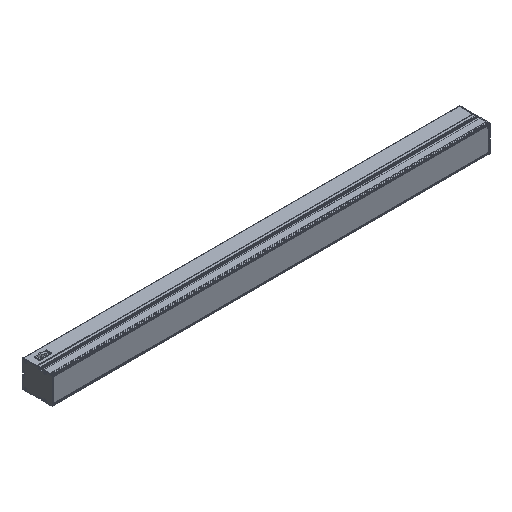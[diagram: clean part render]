
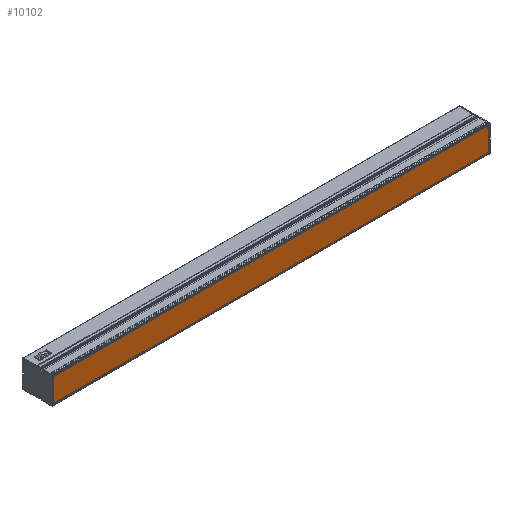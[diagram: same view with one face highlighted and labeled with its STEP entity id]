
A CAD part, isometric view. The second image highlights one B-rep face of the part: STEP entity #10102.
In plain terms, the highlighted planar face has unit normal (0, -1, 0).
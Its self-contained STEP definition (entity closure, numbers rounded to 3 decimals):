
#1641=FACE_OUTER_BOUND('',#2211,.T.);
#2211=EDGE_LOOP('',(#9316,#9317,#9318,#9319));
#3024=LINE('',#18102,#3840);
#3025=LINE('',#18104,#3841);
#3026=LINE('',#18106,#3842);
#3027=LINE('',#18107,#3843);
#3840=VECTOR('',#14458,1147.5);
#3841=VECTOR('',#14459,66.);
#3842=VECTOR('',#14460,1147.5);
#3843=VECTOR('',#14461,66.);
#4850=VERTEX_POINT('',#18100);
#4851=VERTEX_POINT('',#18101);
#4852=VERTEX_POINT('',#18103);
#4853=VERTEX_POINT('',#18105);
#6340=EDGE_CURVE('',#4850,#4851,#3024,.T.);
#6341=EDGE_CURVE('',#4851,#4852,#3025,.T.);
#6342=EDGE_CURVE('',#4852,#4853,#3026,.T.);
#6343=EDGE_CURVE('',#4853,#4850,#3027,.T.);
#9316=ORIENTED_EDGE('',*,*,#6340,.T.);
#9317=ORIENTED_EDGE('',*,*,#6341,.T.);
#9318=ORIENTED_EDGE('',*,*,#6342,.T.);
#9319=ORIENTED_EDGE('',*,*,#6343,.T.);
#9579=PLANE('',#11463);
#10102=ADVANCED_FACE('',(#1641),#9579,.T.);
#11463=AXIS2_PLACEMENT_3D('',#18099,#14456,#14457);
#14456=DIRECTION('center_axis',(0.,-1.,0.));
#14457=DIRECTION('ref_axis',(0.,0.,-1.));
#14458=DIRECTION('',(1.,0.,0.));
#14459=DIRECTION('',(0.,0.,1.));
#14460=DIRECTION('',(-1.,0.,0.));
#14461=DIRECTION('',(0.,0.,-1.));
#18099=CARTESIAN_POINT('Origin',(-10.975,1.3,9.475));
#18100=CARTESIAN_POINT('',(0.5,1.3,-68.));
#18101=CARTESIAN_POINT('',(1148.,1.3,-68.));
#18102=CARTESIAN_POINT('',(0.5,1.3,-68.));
#18103=CARTESIAN_POINT('',(1148.,1.3,-2.));
#18104=CARTESIAN_POINT('',(1148.,1.3,-68.));
#18105=CARTESIAN_POINT('',(0.5,1.3,-2.));
#18106=CARTESIAN_POINT('',(1148.,1.3,-2.));
#18107=CARTESIAN_POINT('',(0.5,1.3,-2.));
